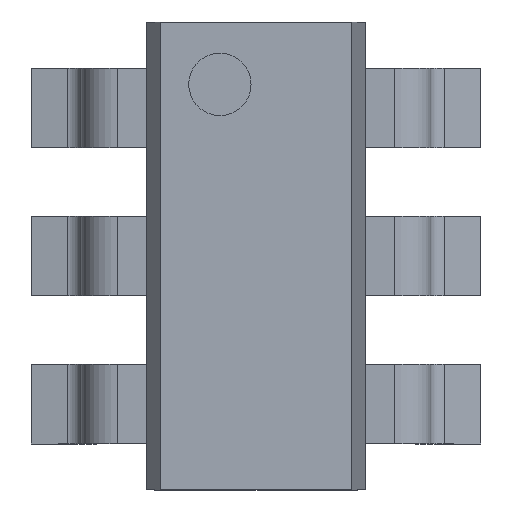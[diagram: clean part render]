
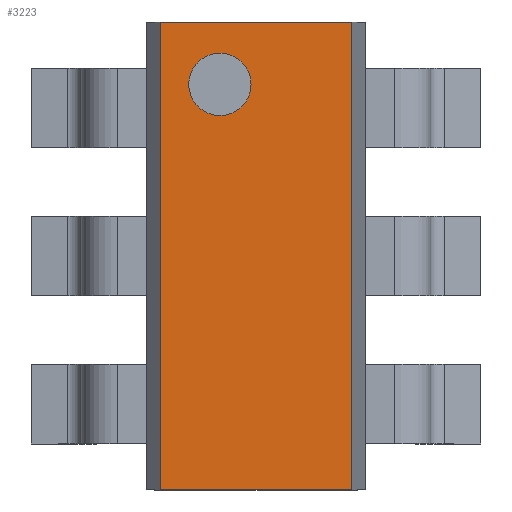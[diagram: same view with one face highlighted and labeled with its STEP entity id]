
A CAD part, top view. The second image highlights one B-rep face of the part: STEP entity #3223.
In plain terms, the highlighted planar face has unit normal (0, 0, 1).
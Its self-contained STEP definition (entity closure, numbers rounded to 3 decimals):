
#2869=CARTESIAN_POINT('',(-0.032,1.1,1.1));
#2870=VERTEX_POINT('',#2869);
#2879=CARTESIAN_POINT('',(-0.432,1.1,1.1));
#2880=VERTEX_POINT('',#2879);
#2881=CARTESIAN_POINT('',(-0.232,1.1,1.1));
#2882=DIRECTION('',(0.0,0.0,-1.0));
#2883=DIRECTION('',(1.0,0.0,0.0));
#2884=AXIS2_PLACEMENT_3D('',#2881,#2882,#2883);
#2885=CIRCLE('',#2884,0.2);
#2886=EDGE_CURVE('',#2880,#2870,#2885,.T.);
#2913=CARTESIAN_POINT('',(-0.615,-1.5,1.1));
#2914=VERTEX_POINT('',#2913);
#2921=CARTESIAN_POINT('',(-0.615,1.5,1.1));
#2922=VERTEX_POINT('',#2921);
#2923=CARTESIAN_POINT('',(-0.615,1.5,1.1));
#2924=DIRECTION('',(0.0,-1.0,0.0));
#2925=VECTOR('',#2924,3.0);
#2926=LINE('',#2923,#2925);
#2927=EDGE_CURVE('',#2922,#2914,#2926,.T.);
#2968=CARTESIAN_POINT('',(0.615,1.5,1.1));
#2969=VERTEX_POINT('',#2968);
#2970=CARTESIAN_POINT('',(0.615,1.5,1.1));
#2971=DIRECTION('',(-1.0,0.0,0.0));
#2972=VECTOR('',#2971,1.23);
#2973=LINE('',#2970,#2972);
#2974=EDGE_CURVE('',#2969,#2922,#2973,.T.);
#3014=CARTESIAN_POINT('',(0.615,-1.5,1.1));
#3015=VERTEX_POINT('',#3014);
#3031=CARTESIAN_POINT('',(0.615,-1.5,1.1));
#3032=DIRECTION('',(0.0,1.0,0.0));
#3033=VECTOR('',#3032,3.0);
#3034=LINE('',#3031,#3033);
#3035=EDGE_CURVE('',#2969,#3015,#3034,.F.);
#3084=CARTESIAN_POINT('',(-0.615,-1.5,1.1));
#3085=DIRECTION('',(1.0,0.0,0.0));
#3086=VECTOR('',#3085,1.23);
#3087=LINE('',#3084,#3086);
#3088=EDGE_CURVE('',#2914,#3015,#3087,.T.);
#3188=CARTESIAN_POINT('',(-0.232,1.1,1.1));
#3189=DIRECTION('',(0.0,0.0,-1.0));
#3190=DIRECTION('',(1.0,0.0,0.0));
#3191=AXIS2_PLACEMENT_3D('',#3188,#3189,#3190);
#3192=CIRCLE('',#3191,0.2);
#3193=EDGE_CURVE('',#2870,#2880,#3192,.T.);
#3208=CARTESIAN_POINT('',(-0.615,1.5,1.1));
#3209=DIRECTION('',(0.0,0.0,1.0));
#3210=DIRECTION('',(-1.0,0.0,0.0));
#3211=AXIS2_PLACEMENT_3D('',#3208,#3209,#3210);
#3212=PLANE('',#3211);
#3213=ORIENTED_EDGE('',*,*,#3088,.T.);
#3214=ORIENTED_EDGE('',*,*,#3035,.F.);
#3215=ORIENTED_EDGE('',*,*,#2974,.T.);
#3216=ORIENTED_EDGE('',*,*,#2927,.T.);
#3217=EDGE_LOOP('',(#3213,#3214,#3215,#3216));
#3218=FACE_OUTER_BOUND('',#3217,.T.);
#3219=ORIENTED_EDGE('',*,*,#3193,.T.);
#3220=ORIENTED_EDGE('',*,*,#2886,.T.);
#3221=EDGE_LOOP('',(#3219,#3220));
#3222=FACE_BOUND('',#3221,.T.);
#3223=ADVANCED_FACE('',(#3218,#3222),#3212,.T.);
